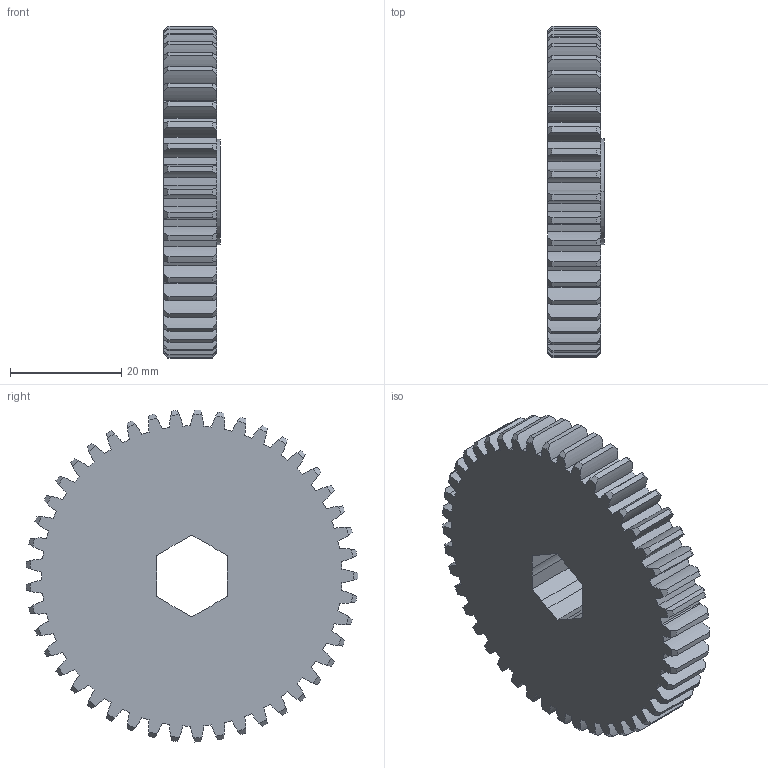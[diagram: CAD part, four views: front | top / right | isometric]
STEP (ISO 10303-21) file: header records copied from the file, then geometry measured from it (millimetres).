
FILE_DESCRIPTION (( 'STEP AP214' ), '1' );
FILE_NAME ('am-0179 45 Tooth Large Output Gear.STEP', '2018-06-26T18:31:52', ( '' ), ( '' ), 'SwSTEP 2.0', 'SolidWorks 2017', '' );
FILE_SCHEMA (( 'AUTOMOTIVE_DESIGN' ));
Length unit declared in the file: inch
Products named in the file (1): am-0179 45 Tooth Large Output Gear
Bounding box: 10.16 x 59.65 x 59.68 mm (x, y, z)
Volume: 22769.7 mm3; surface area: 8719.8 mm2
Topology: 1 solids, 1 shells, 297 faces, 882 edges, 588 vertices
Faces by surface type: cylinder 192, cone 90, plane 15
Entity records: 10434 total; most frequent: CARTESIAN_POINT 2314, DIRECTION 1768, ORIENTED_EDGE 1764, EDGE_CURVE 882, AXIS2_PLACEMENT_3D 770, VERTEX_POINT 588, CIRCLE 472, EDGE_LOOP 300
